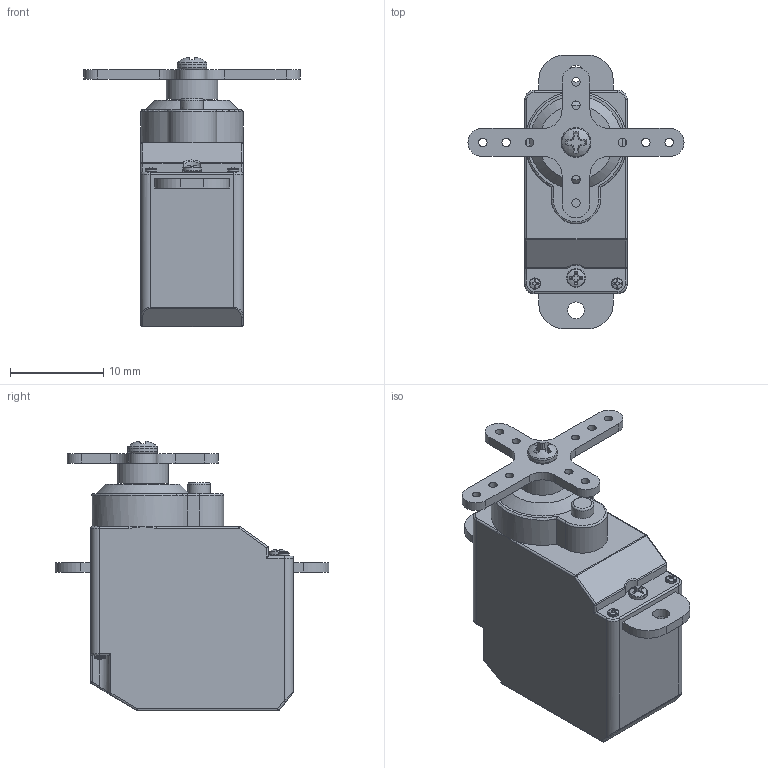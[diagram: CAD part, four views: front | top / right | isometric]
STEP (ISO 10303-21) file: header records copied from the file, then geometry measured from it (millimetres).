
FILE_DESCRIPTION(/* description */ (''),/* implementation_level */ '2;1');
FILE_NAME(/* name */ 'Servo_Futaba_S3154.step',/* time_stamp */ '2021-05-31T20:24:03-07:00',/* author */ (''),/* organization */ (''),/* preprocessor_version */ 'ST-DEVELOPER v18.1',/* originating_system */ 'Autodesk Translation Framework v10.9.0.1377',/* authorisation */ '');
FILE_SCHEMA (('AUTOMOTIVE_DESIGN { 1 0 10303 214 3 1 1 }'));
Length unit declared in the file: millimetre
Products named in the file (7): S3154; Screw-M1.6x4; ScrewPanHeadPhillipsM1x4 v2; ScrewPanHeadPhillipsM0.6x4; Shaft; Horn; Case
Assembly tree (9 placements, depth 2):
  S3154
    Screw-M1.6x4
    ScrewPanHeadPhillipsM1x4 v2
    ScrewPanHeadPhillipsM0.6x4  x4
    Shaft
    Horn
    Case
Bounding box: 23.2 x 29.4 x 28.95 mm (x, y, z)
Volume: 5159.8 mm3; surface area: 2602.6 mm2
Topology: 13 solids, 13 shells, 392 faces, 1010 edges, 608 vertices
Faces by surface type: cylinder 133, bspline 117, plane 92, torus 21, cone 16, sphere 13
Full cylindrical faces by diameter (mm): 0.6 x8, 0.9 x10, 1 x1, 1.145 x10, 1.2 x4, 1.25 x1, 1.6 x10, 1.8 x2, 2 x1, 2.4 x1, 3.2 x1, 3.5 x3, 5.5 x1
Entity records: 11980 total; most frequent: CARTESIAN_POINT 5194, ORIENTED_EDGE 1412, DIRECTION 1311, EDGE_CURVE 706, AXIS2_PLACEMENT_3D 505, VERTEX_POINT 431, EDGE_LOOP 317, LINE 301
